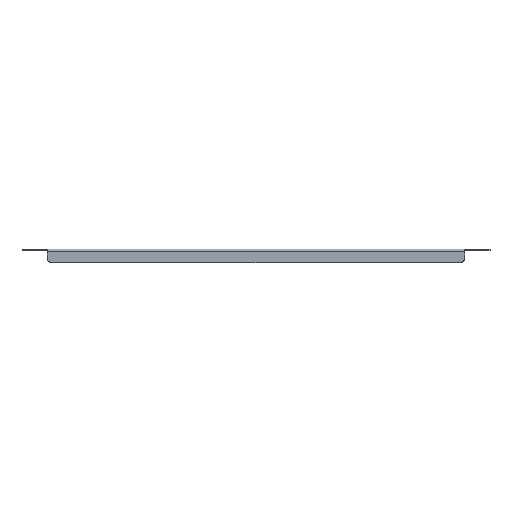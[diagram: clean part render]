
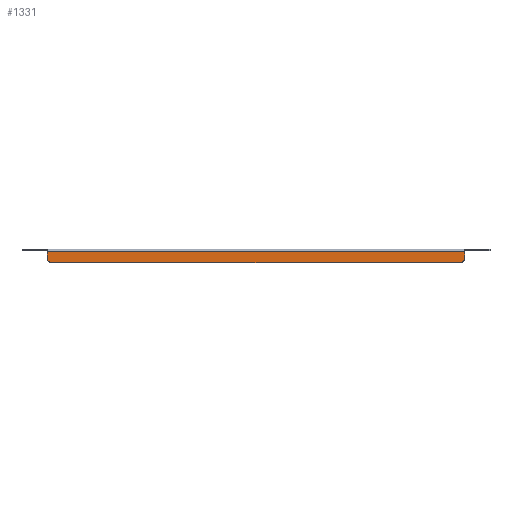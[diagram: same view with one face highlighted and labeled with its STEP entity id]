
A CAD part, front view. The second image highlights one B-rep face of the part: STEP entity #1331.
In plain terms, the highlighted planar face has unit normal (0, -1, 0).
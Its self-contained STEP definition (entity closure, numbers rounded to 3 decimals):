
#20 = EDGE_CURVE ( 'NONE', #383, #1383, #1441, .T. ) ;
#31 = CARTESIAN_POINT ( 'NONE',  ( 182.25, -60., -7. ) ) ;
#43 = ORIENTED_EDGE ( 'NONE', *, *, #405, .T. ) ;
#73 = ORIENTED_EDGE ( 'NONE', *, *, #1144, .F. ) ;
#152 = LINE ( 'NONE', #1602, #422 ) ;
#196 = VERTEX_POINT ( 'NONE', #1575 ) ;
#270 = DIRECTION ( 'NONE',  ( 0., 0., 1. ) ) ;
#275 = CARTESIAN_POINT ( 'NONE',  ( -177.25, -60., -12. ) ) ;
#333 = CARTESIAN_POINT ( 'NONE',  ( 177.25, -60., -12. ) ) ;
#383 = VERTEX_POINT ( 'NONE', #683 ) ;
#405 = EDGE_CURVE ( 'NONE', #196, #1383, #152, .T. ) ;
#422 = VECTOR ( 'NONE', #270, 1000. ) ;
#432 = CARTESIAN_POINT ( 'NONE',  ( 0., -60., 0. ) ) ;
#596 = CARTESIAN_POINT ( 'NONE',  ( 204.25, -60., -12. ) ) ;
#622 = ORIENTED_EDGE ( 'NONE', *, *, #1105, .F. ) ;
#650 = B_SPLINE_CURVE_WITH_KNOTS ( 'NONE', 3,
 ( #1061, #685, #1483, #827 ),
 .UNSPECIFIED., .F., .F.,
 ( 4, 4 ),
 ( 0., 1. ),
 .UNSPECIFIED. ) ;
#683 = CARTESIAN_POINT ( 'NONE',  ( -182.25, -60., -2.4 ) ) ;
#685 = CARTESIAN_POINT ( 'NONE',  ( -182.25, -60., -10.333 ) ) ;
#687 = VECTOR ( 'NONE', #1051, 1000. ) ;
#692 = VECTOR ( 'NONE', #863, 1000. ) ;
#726 = PLANE ( 'NONE',  #1070 ) ;
#749 = CARTESIAN_POINT ( 'NONE',  ( -182.25, -60., 0. ) ) ;
#822 = EDGE_LOOP ( 'NONE', ( #73, #870, #622, #951, #43, #1452 ) ) ;
#827 = CARTESIAN_POINT ( 'NONE',  ( -177.25, -60., -12. ) ) ;
#860 = VERTEX_POINT ( 'NONE', #1471 ) ;
#863 = DIRECTION ( 'NONE',  ( -1., 0., 0. ) ) ;
#864 = CARTESIAN_POINT ( 'NONE',  ( 182.25, -60., -10.333 ) ) ;
#870 = ORIENTED_EDGE ( 'NONE', *, *, #1553, .T. ) ;
#874 = DIRECTION ( 'NONE',  ( 0., 1., 0. ) ) ;
#875 = VERTEX_POINT ( 'NONE', #275 ) ;
#905 = VECTOR ( 'NONE', #1523, 1000. ) ;
#916 = CARTESIAN_POINT ( 'NONE',  ( 182.25, -60., -2.4 ) ) ;
#951 = ORIENTED_EDGE ( 'NONE', *, *, #1241, .T. ) ;
#1051 = DIRECTION ( 'NONE',  ( 1., 0., 0. ) ) ;
#1061 = CARTESIAN_POINT ( 'NONE',  ( -182.25, -60., -7. ) ) ;
#1070 = AXIS2_PLACEMENT_3D ( 'NONE', #432, #874, #1507 ) ;
#1105 = EDGE_CURVE ( 'NONE', #1700, #875, #1656, .T. ) ;
#1144 = EDGE_CURVE ( 'NONE', #860, #383, #1664, .T. ) ;
#1227 = CARTESIAN_POINT ( 'NONE',  ( 180.583, -60., -12. ) ) ;
#1241 = EDGE_CURVE ( 'NONE', #1700, #196, #1487, .T. ) ;
#1268 = CARTESIAN_POINT ( 'NONE',  ( 177.25, -60., -12. ) ) ;
#1322 = CARTESIAN_POINT ( 'NONE',  ( 204.25, -60., -2.4 ) ) ;
#1331 = ADVANCED_FACE ( 'NONE', ( #1530 ), #726, .F. ) ;
#1383 = VERTEX_POINT ( 'NONE', #916 ) ;
#1441 = LINE ( 'NONE', #1322, #687 ) ;
#1452 = ORIENTED_EDGE ( 'NONE', *, *, #20, .F. ) ;
#1471 = CARTESIAN_POINT ( 'NONE',  ( -182.25, -60., -7. ) ) ;
#1483 = CARTESIAN_POINT ( 'NONE',  ( -180.583, -60., -12. ) ) ;
#1487 = B_SPLINE_CURVE_WITH_KNOTS ( 'NONE', 3,
 ( #333, #1227, #864, #31 ),
 .UNSPECIFIED., .F., .F.,
 ( 4, 4 ),
 ( 0., 1. ),
 .UNSPECIFIED. ) ;
#1507 = DIRECTION ( 'NONE',  ( 0., 0., 1. ) ) ;
#1523 = DIRECTION ( 'NONE',  ( 0., 0., 1. ) ) ;
#1530 = FACE_OUTER_BOUND ( 'NONE', #822, .T. ) ;
#1553 = EDGE_CURVE ( 'NONE', #860, #875, #650, .T. ) ;
#1575 = CARTESIAN_POINT ( 'NONE',  ( 182.25, -60., -7. ) ) ;
#1602 = CARTESIAN_POINT ( 'NONE',  ( 182.25, -60., 0. ) ) ;
#1656 = LINE ( 'NONE', #596, #692 ) ;
#1664 = LINE ( 'NONE', #749, #905 ) ;
#1700 = VERTEX_POINT ( 'NONE', #1268 ) ;
